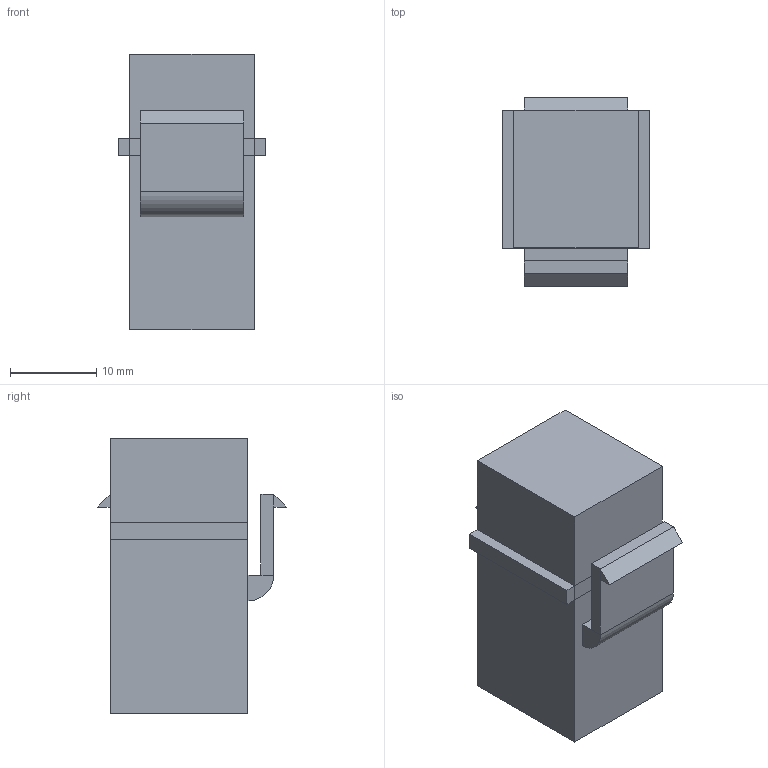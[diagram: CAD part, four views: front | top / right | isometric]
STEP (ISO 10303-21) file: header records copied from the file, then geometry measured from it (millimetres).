
FILE_DESCRIPTION(('FreeCAD Model'),'2;1');
FILE_NAME('Open CASCADE Shape Model','2024-05-01T20:02:14',('Author'),( ''),'Open CASCADE STEP processor 7.5','FreeCAD','Unknown');
FILE_SCHEMA(('AUTOMOTIVE_DESIGN { 1 0 10303 214 1 1 1 1 }'));
Length unit declared in the file: millimetre
Products named in the file (2): Keystone Custom (16.0); Cut016
Assembly tree (1 placements, depth 2):
  Keystone Custom (16.0)
    Cut016
Bounding box: 17 x 22 x 32 mm (x, y, z)
Volume: 2355.4 mm3; surface area: 4516.7 mm2
Topology: 1 solids, 1 shells, 44 faces, 93 edges, 54 vertices
Faces by surface type: plane 43, cylinder 1
Entity records: 1167 total; most frequent: CARTESIAN_POINT 193, DIRECTION 187, ORIENTED_EDGE 186, EDGE_CURVE 93, LINE 91, VECTOR 91, VERTEX_POINT 54, AXIS2_PLACEMENT_3D 48
